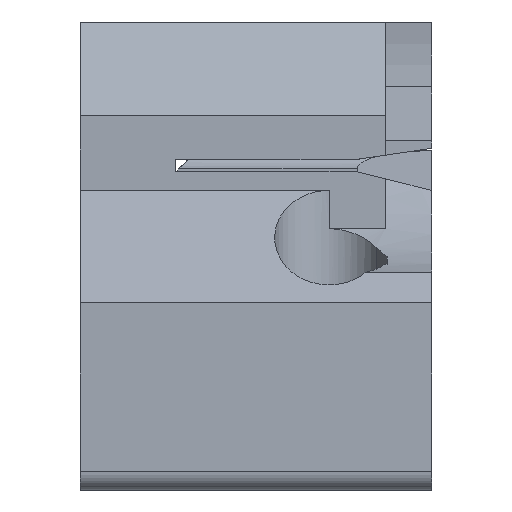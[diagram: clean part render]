
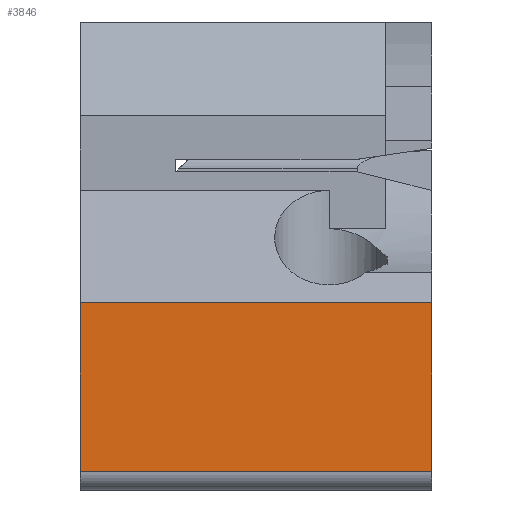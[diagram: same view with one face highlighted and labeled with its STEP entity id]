
A CAD part, left-side view. The second image highlights one B-rep face of the part: STEP entity #3846.
In plain terms, the highlighted planar face has unit normal (-1, 0, 0).
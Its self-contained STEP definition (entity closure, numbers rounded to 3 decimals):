
#234=FACE_OUTER_BOUND('',#446,.T.);
#446=EDGE_LOOP('',(#3033,#3034,#3035,#3036));
#647=LINE('',#5472,#1140);
#678=LINE('',#5566,#1171);
#700=LINE('',#5618,#1193);
#900=LINE('',#6074,#1393);
#1140=VECTOR('',#4426,10.);
#1171=VECTOR('',#4487,10.);
#1193=VECTOR('',#4521,10.);
#1393=VECTOR('',#4861,10.);
#1608=VERTEX_POINT('',#5469);
#1609=VERTEX_POINT('',#5471);
#1642=VERTEX_POINT('',#5563);
#1643=VERTEX_POINT('',#5565);
#1999=EDGE_CURVE('',#1608,#1609,#647,.T.);
#2040=EDGE_CURVE('',#1643,#1642,#678,.T.);
#2067=EDGE_CURVE('',#1642,#1609,#700,.T.);
#2280=EDGE_CURVE('',#1643,#1608,#900,.T.);
#3033=ORIENTED_EDGE('',*,*,#2280,.F.);
#3034=ORIENTED_EDGE('',*,*,#2040,.T.);
#3035=ORIENTED_EDGE('',*,*,#2067,.T.);
#3036=ORIENTED_EDGE('',*,*,#1999,.F.);
#3657=PLANE('',#4104);
#3846=ADVANCED_FACE('',(#234),#3657,.T.);
#4104=AXIS2_PLACEMENT_3D('',#6075,#4862,#4863);
#4426=DIRECTION('',(0.,0.,1.));
#4487=DIRECTION('',(0.,0.,1.));
#4521=DIRECTION('',(0.,1.,0.));
#4861=DIRECTION('',(0.,1.,0.));
#4862=DIRECTION('center_axis',(-1.,0.,0.));
#4863=DIRECTION('ref_axis',(0.,-1.,0.));
#5469=CARTESIAN_POINT('',(-4.,13.3,1.));
#5471=CARTESIAN_POINT('',(-4.,13.3,10.));
#5472=CARTESIAN_POINT('',(-4.,13.3,1.));
#5563=CARTESIAN_POINT('',(-4.,-5.5,10.));
#5565=CARTESIAN_POINT('',(-4.,-5.5,1.));
#5566=CARTESIAN_POINT('',(-4.,-5.5,0.));
#5618=CARTESIAN_POINT('',(-4.,10.3,10.));
#6074=CARTESIAN_POINT('',(-4.,6.35,1.));
#6075=CARTESIAN_POINT('Origin',(-4.,10.3,0.));
